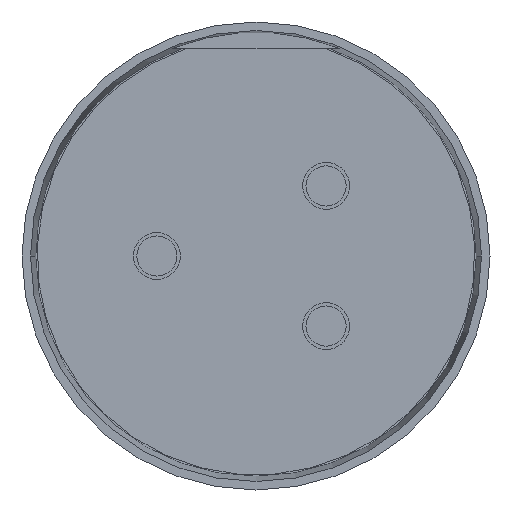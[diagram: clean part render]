
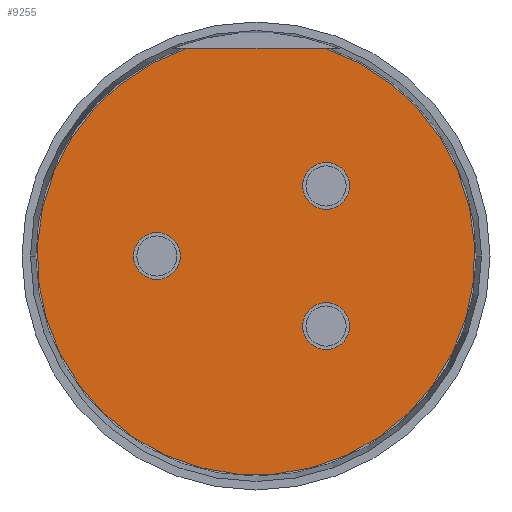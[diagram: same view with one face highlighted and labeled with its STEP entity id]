
A CAD part, left-side view. The second image highlights one B-rep face of the part: STEP entity #9255.
In plain terms, the highlighted planar face has unit normal (-1, 0, 0).
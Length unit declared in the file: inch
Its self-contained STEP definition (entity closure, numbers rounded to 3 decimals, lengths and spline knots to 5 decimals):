
#4092=CARTESIAN_POINT('',(-0.3,0.,0.));
#4093=DIRECTION('',(1.,0.,0.));
#4094=DIRECTION('',(0.,-0.317,0.948));
#4095=AXIS2_PLACEMENT_3D('',#4092,#4093,#4094);
#4097=DIRECTION('',(0.,-1.,0.));
#4098=VECTOR('',#4097,0.25201);
#4099=CARTESIAN_POINT('',(-0.3,0.126,0.377));
#4100=LINE('',#4099,#4098);
#4101=CARTESIAN_POINT('',(-0.3,-0.12728,0.12728));
#4102=DIRECTION('',(-1.,0.,0.));
#4103=DIRECTION('',(0.,0.,1.));
#4104=AXIS2_PLACEMENT_3D('',#4101,#4102,#4103);
#4106=CARTESIAN_POINT('',(-0.3,-0.12728,0.12728));
#4107=DIRECTION('',(-1.,0.,0.));
#4108=DIRECTION('',(0.,0.,-1.));
#4109=AXIS2_PLACEMENT_3D('',#4106,#4107,#4108);
#4111=CARTESIAN_POINT('',(-0.3,-0.12728,-0.12728));
#4112=DIRECTION('',(-1.,0.,0.));
#4113=DIRECTION('',(0.,0.,1.));
#4114=AXIS2_PLACEMENT_3D('',#4111,#4112,#4113);
#4116=CARTESIAN_POINT('',(-0.3,-0.12728,-0.12728));
#4117=DIRECTION('',(-1.,0.,0.));
#4118=DIRECTION('',(0.,0.,-1.));
#4119=AXIS2_PLACEMENT_3D('',#4116,#4117,#4118);
#4121=CARTESIAN_POINT('',(-0.3,0.18,0.));
#4122=DIRECTION('',(-1.,0.,0.));
#4123=DIRECTION('',(0.,0.,1.));
#4124=AXIS2_PLACEMENT_3D('',#4121,#4122,#4123);
#4126=CARTESIAN_POINT('',(-0.3,0.18,0.));
#4127=DIRECTION('',(-1.,0.,0.));
#4128=DIRECTION('',(0.,0.,-1.));
#4129=AXIS2_PLACEMENT_3D('',#4126,#4127,#4128);
#4637=CARTESIAN_POINT('',(-0.3,-0.126,0.377));
#4638=CARTESIAN_POINT('',(-0.3,0.126,0.377));
#4639=VERTEX_POINT('',#4637);
#4640=VERTEX_POINT('',#4638);
#4669=CARTESIAN_POINT('',(-0.3,-0.12728,0.16978));
#4670=CARTESIAN_POINT('',(-0.3,-0.12728,0.08478));
#4671=VERTEX_POINT('',#4669);
#4672=VERTEX_POINT('',#4670);
#4693=CARTESIAN_POINT('',(-0.3,-0.12728,-0.08478));
#4694=CARTESIAN_POINT('',(-0.3,-0.12728,-0.16978));
#4695=VERTEX_POINT('',#4693);
#4696=VERTEX_POINT('',#4694);
#4717=CARTESIAN_POINT('',(-0.3,0.18,0.0425));
#4718=CARTESIAN_POINT('',(-0.3,0.18,-0.0425));
#4719=VERTEX_POINT('',#4717);
#4720=VERTEX_POINT('',#4718);
#9228=CARTESIAN_POINT('',(-0.3,0.,0.));
#9229=DIRECTION('',(1.,0.,0.));
#9230=DIRECTION('',(0.,0.,1.));
#9231=AXIS2_PLACEMENT_3D('',#9228,#9229,#9230);
#9232=PLANE('',#9231);
#9233=ORIENTED_EDGE('',*,*,#9167,.T.);
#9234=ORIENTED_EDGE('',*,*,#9150,.T.);
#9235=EDGE_LOOP('',(#9233,#9234));
#9236=FACE_OUTER_BOUND('',#9235,.F.);
#9238=ORIENTED_EDGE('',*,*,#9237,.T.);
#9240=ORIENTED_EDGE('',*,*,#9239,.T.);
#9241=EDGE_LOOP('',(#9238,#9240));
#9242=FACE_BOUND('',#9241,.F.);
#9244=ORIENTED_EDGE('',*,*,#9243,.T.);
#9246=ORIENTED_EDGE('',*,*,#9245,.T.);
#9247=EDGE_LOOP('',(#9244,#9246));
#9248=FACE_BOUND('',#9247,.F.);
#9250=ORIENTED_EDGE('',*,*,#9249,.T.);
#9252=ORIENTED_EDGE('',*,*,#9251,.T.);
#9253=EDGE_LOOP('',(#9250,#9252));
#9254=FACE_BOUND('',#9253,.F.);
#9255=ADVANCED_FACE('',(#9236,#9242,#9248,#9254),#9232,.F.);
#4096=CIRCLE('',#4095,0.3975);
#4105=CIRCLE('',#4104,0.0425);
#4110=CIRCLE('',#4109,0.0425);
#4115=CIRCLE('',#4114,0.0425);
#4120=CIRCLE('',#4119,0.0425);
#4125=CIRCLE('',#4124,0.0425);
#4130=CIRCLE('',#4129,0.0425);
#9150=EDGE_CURVE('',#4640,#4639,#4100,.T.);
#9167=EDGE_CURVE('',#4639,#4640,#4096,.T.);
#9237=EDGE_CURVE('',#4671,#4672,#4105,.T.);
#9239=EDGE_CURVE('',#4672,#4671,#4110,.T.);
#9243=EDGE_CURVE('',#4695,#4696,#4115,.T.);
#9245=EDGE_CURVE('',#4696,#4695,#4120,.T.);
#9249=EDGE_CURVE('',#4719,#4720,#4125,.T.);
#9251=EDGE_CURVE('',#4720,#4719,#4130,.T.);
